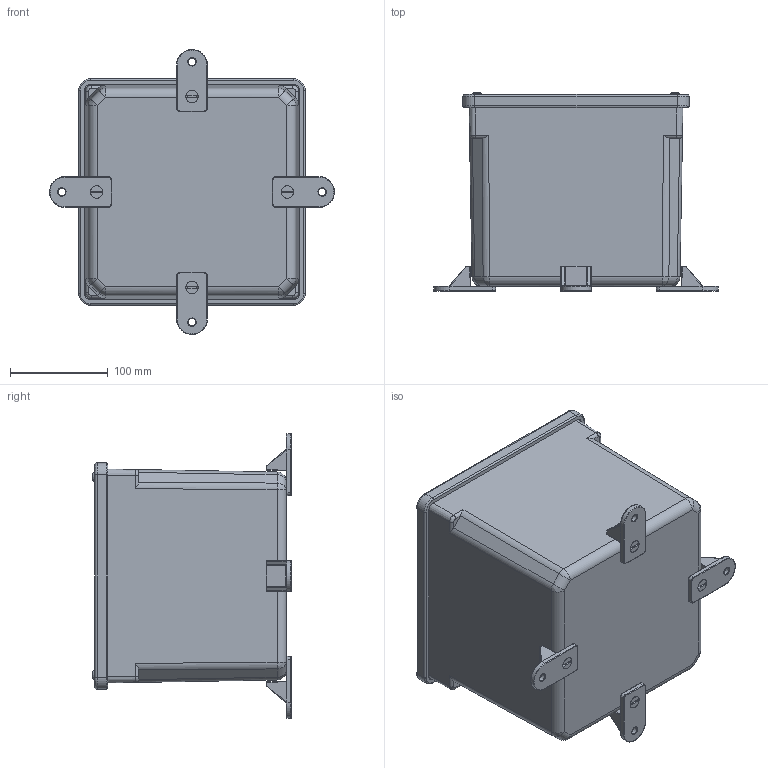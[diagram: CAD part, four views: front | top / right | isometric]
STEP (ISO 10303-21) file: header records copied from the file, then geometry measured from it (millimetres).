
FILE_DESCRIPTION (( 'STEP AP214' ), '1' );
FILE_NAME ('J887PVC.STEP', '2019-07-09T21:57:13', ( '' ), ( '' ), 'SwSTEP 2.0', 'SolidWorks 2018', '' );
FILE_SCHEMA (( 'AUTOMOTIVE_DESIGN' ));
Length unit declared in the file: inch
Products named in the file (1): J887PVC
Bounding box: 290.83 x 202.51 x 290.83 mm (x, y, z)
Volume: 1583705.6 mm3; surface area: 573092.3 mm2
Topology: 23 solids, 23 shells, 1020 faces, 2301 edges, 1356 vertices
Faces by surface type: plane 467, cylinder 324, bspline 195, cone 30, torus 4
Full cylindrical faces by diameter (mm): 3.302 x4, 4.5 x4, 4.762 x4, 5.08 x8, 5.588 x4, 5.7 x4, 6.731 x8, 7 x4, 8.128 x4, 8.255 x4, 9 x4, 9.906 x4, 11.811 x4, 12.573 x4, 12.7 x4
Entity records: 52862 total; most frequent: CARTESIAN_POINT 31784, ORIENTED_EDGE 4310, DIRECTION 3968, EDGE_CURVE 2155, AXIS2_PLACEMENT_3D 1438, VERTEX_POINT 1327, EDGE_LOOP 1216, FACE_OUTER_BOUND 1107
